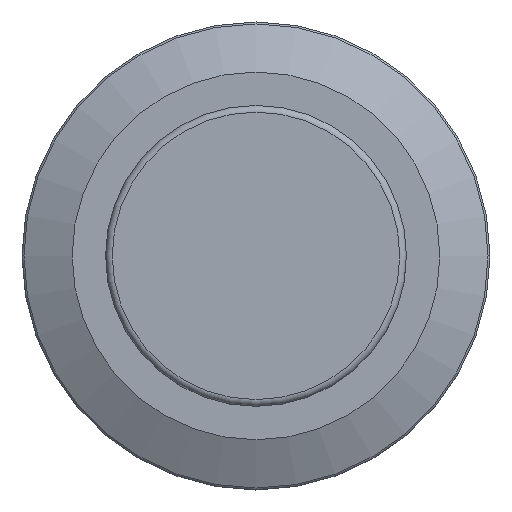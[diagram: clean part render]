
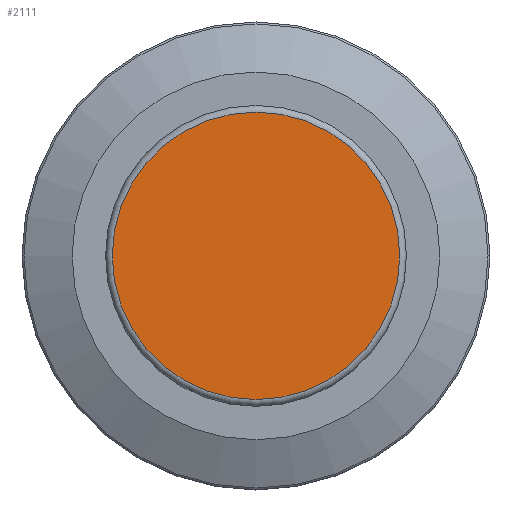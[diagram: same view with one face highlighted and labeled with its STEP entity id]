
A CAD part, top view. The second image highlights one B-rep face of the part: STEP entity #2111.
In plain terms, the highlighted planar face has unit normal (0, 0, 1).
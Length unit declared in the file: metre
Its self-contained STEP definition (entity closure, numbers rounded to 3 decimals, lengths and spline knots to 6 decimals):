
#179=CIRCLE('',#2360,0.0043);
#752=ORIENTED_EDGE('',*,*,#1043,.F.);
#1043=EDGE_CURVE('',#1223,#1223,#179,.T.);
#1223=VERTEX_POINT('',#3621);
#1748=EDGE_LOOP('',(#752));
#1908=FACE_BOUND('',#1748,.T.);
#1980=PLANE('',#2359);
#2111=ADVANCED_FACE('',(#1908),#1980,.F.);
#2359=AXIS2_PLACEMENT_3D('',#3619,#3014,#3015);
#2360=AXIS2_PLACEMENT_3D('',#3620,#3016,#3017);
#3014=DIRECTION('',(0.,0.,-1.));
#3015=DIRECTION('',(1.,0.,0.));
#3016=DIRECTION('',(0.,0.,-1.));
#3017=DIRECTION('',(1.,0.,0.));
#3619=CARTESIAN_POINT('',(0.,0.,0.003));
#3620=CARTESIAN_POINT('',(0.,0.,0.003));
#3621=CARTESIAN_POINT('',(0.0043,0.,0.003));
